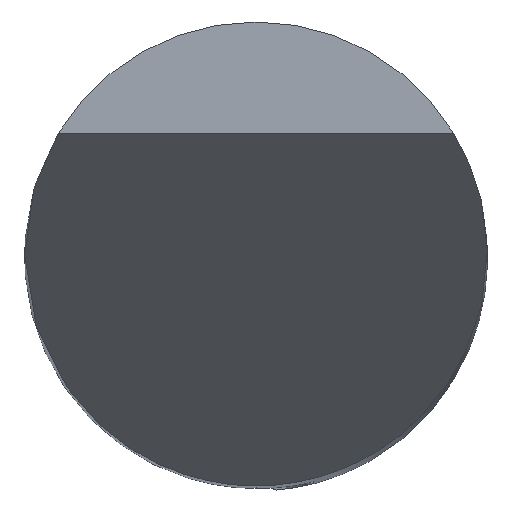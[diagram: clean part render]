
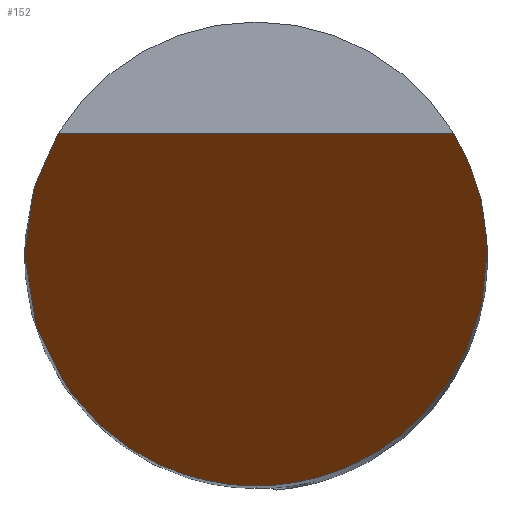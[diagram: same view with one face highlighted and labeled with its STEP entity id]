
A CAD part, top view. The second image highlights one B-rep face of the part: STEP entity #152.
In plain terms, the highlighted planar face has unit normal (0, -0.866, 0.5).
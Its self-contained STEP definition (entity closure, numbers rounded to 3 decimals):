
#76=PLANE('',#927);
#152=ADVANCED_FACE('',(#209),#76,.F.);
#209=FACE_OUTER_BOUND('',#259,.T.);
#259=EDGE_LOOP('',(#487,#488,#489));
#305=LINE('',#1562,#345);
#345=VECTOR('',#1062,1.);
#487=ORIENTED_EDGE('',*,*,#751,.T.);
#488=ORIENTED_EDGE('',*,*,#752,.T.);
#489=ORIENTED_EDGE('',*,*,#753,.T.);
#650=VERTEX_POINT('',#1555);
#651=VERTEX_POINT('',#1556);
#652=VERTEX_POINT('',#1561);
#751=EDGE_CURVE('',#650,#651,#853,.T.);
#752=EDGE_CURVE('',#651,#652,#854,.T.);
#753=EDGE_CURVE('',#652,#650,#305,.T.);
#853=(
BOUNDED_CURVE()
B_SPLINE_CURVE(3,(#1551,#1552,#1553,#1554),.UNSPECIFIED.,.F.,.F.)
B_SPLINE_CURVE_WITH_KNOTS((4,4),(0.,1.),.UNSPECIFIED.)
CURVE()
GEOMETRIC_REPRESENTATION_ITEM()
RATIONAL_B_SPLINE_CURVE((1.,0.66,0.66,1.))
REPRESENTATION_ITEM('')
);
#854=(
BOUNDED_CURVE()
B_SPLINE_CURVE(3,(#1557,#1558,#1559,#1560),.UNSPECIFIED.,.F.,.F.)
B_SPLINE_CURVE_WITH_KNOTS((4,4),(0.,1.),.UNSPECIFIED.)
CURVE()
GEOMETRIC_REPRESENTATION_ITEM()
RATIONAL_B_SPLINE_CURVE((1.,0.66,0.66,1.))
REPRESENTATION_ITEM('')
);
#927=AXIS2_PLACEMENT_3D('',#1563,#1063,#1064);
#1062=DIRECTION('',(-1.,0.,0.));
#1063=DIRECTION('',(0.,0.866,-0.5));
#1064=DIRECTION('',(0.,0.5,0.866));
#1551=CARTESIAN_POINT('',(-2.136,1.299,2.25));
#1552=CARTESIAN_POINT('',(-3.28,-0.581,-1.007));
#1553=CARTESIAN_POINT('',(-2.201,-2.5,-4.33));
#1554=CARTESIAN_POINT('',(0.,-2.5,-4.33));
#1555=CARTESIAN_POINT('',(-2.136,1.299,2.25));
#1556=CARTESIAN_POINT('',(0.,-2.5,-4.33));
#1557=CARTESIAN_POINT('',(0.,-2.5,-4.33));
#1558=CARTESIAN_POINT('',(2.201,-2.5,-4.33));
#1559=CARTESIAN_POINT('',(3.28,-0.581,-1.007));
#1560=CARTESIAN_POINT('',(2.136,1.299,2.25));
#1561=CARTESIAN_POINT('',(2.136,1.299,2.25));
#1562=CARTESIAN_POINT('',(0.,1.299,2.25));
#1563=CARTESIAN_POINT('',(2.5,-2.5,-4.33));
